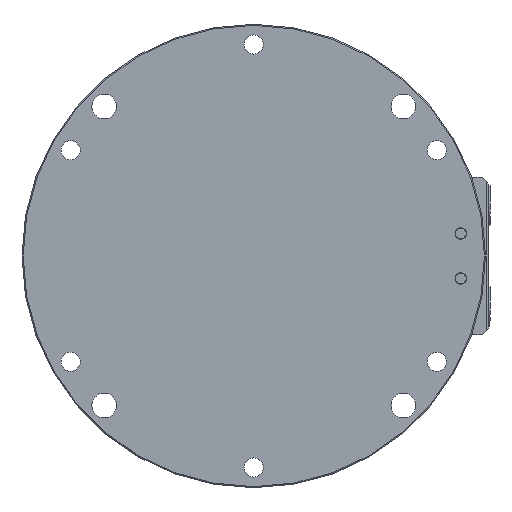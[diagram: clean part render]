
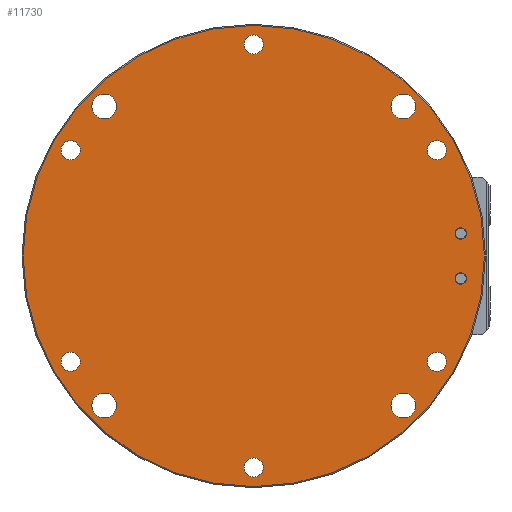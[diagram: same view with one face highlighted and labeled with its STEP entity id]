
A CAD part, left-side view. The second image highlights one B-rep face of the part: STEP entity #11730.
In plain terms, the highlighted planar face has unit normal (-1, 0, 0).
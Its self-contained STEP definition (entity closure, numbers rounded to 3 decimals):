
#71 = EDGE_LOOP ( 'NONE', ( #32663 ) ) ;
#211 = DIRECTION ( 'NONE',  ( 0., 0., 1. ) ) ;
#266 = DIRECTION ( 'NONE',  ( 0., 0., 1. ) ) ;
#746 = VERTEX_POINT ( 'NONE', #11153 ) ;
#1559 = AXIS2_PLACEMENT_3D ( 'NONE', #12396, #22733, #33104 ) ;
#1600 = CARTESIAN_POINT ( 'NONE',  ( -18., 66.468, -60.968 ) ) ;
#2040 = EDGE_LOOP ( 'NONE', ( #30021 ) ) ;
#2176 = DIRECTION ( 'NONE',  ( 0., 0., 1. ) ) ;
#2411 = AXIS2_PLACEMENT_3D ( 'NONE', #28435, #5177, #15519 ) ;
#2515 = FACE_BOUND ( 'NONE', #5222, .T. ) ;
#2832 = VERTEX_POINT ( 'NONE', #13212 ) ;
#3075 = EDGE_CURVE ( 'NONE', #2832, #2832, #5783, .T. ) ;
#3335 = CARTESIAN_POINT ( 'NONE',  ( -18., -66.468, -60.968 ) ) ;
#3443 = EDGE_CURVE ( 'NONE', #10696, #10696, #10027, .T. ) ;
#3670 = ORIENTED_EDGE ( 'NONE', *, *, #15184, .F. ) ;
#3874 = CARTESIAN_POINT ( 'NONE',  ( -18., -81.406, 47. ) ) ;
#4210 = VERTEX_POINT ( 'NONE', #14561 ) ;
#4217 = CARTESIAN_POINT ( 'NONE',  ( -18., 81.406, 47. ) ) ;
#4447 = CARTESIAN_POINT ( 'NONE',  ( -18., 0., 0. ) ) ;
#5059 = FACE_BOUND ( 'NONE', #5257, .T. ) ;
#5177 = DIRECTION ( 'NONE',  ( -1., 0., 0. ) ) ;
#5222 = EDGE_LOOP ( 'NONE', ( #20808 ) ) ;
#5257 = EDGE_LOOP ( 'NONE', ( #30720 ) ) ;
#5464 = EDGE_LOOP ( 'NONE', ( #31363 ) ) ;
#5526 = VERTEX_POINT ( 'NONE', #15866 ) ;
#5718 = DIRECTION ( 'NONE',  ( 0., 0., 1. ) ) ;
#5783 = CIRCLE ( 'NONE', #24771, 4.25 ) ;
#6154 = EDGE_LOOP ( 'NONE', ( #11519 ) ) ;
#6169 = AXIS2_PLACEMENT_3D ( 'NONE', #12689, #25382, #17427 ) ;
#6187 = CARTESIAN_POINT ( 'NONE',  ( -18., -92., -10. ) ) ;
#6303 = CIRCLE ( 'NONE', #18223, 2.5 ) ;
#6306 = CIRCLE ( 'NONE', #14446, 102.5 ) ;
#6324 = ORIENTED_EDGE ( 'NONE', *, *, #7553, .F. ) ;
#6411 = AXIS2_PLACEMENT_3D ( 'NONE', #13127, #23470, #211 ) ;
#6924 = VERTEX_POINT ( 'NONE', #17273 ) ;
#7553 = EDGE_CURVE ( 'NONE', #26614, #26614, #15329, .T. ) ;
#7632 = FACE_BOUND ( 'NONE', #2040, .T. ) ;
#7747 = DIRECTION ( 'NONE',  ( -1., 0., 0. ) ) ;
#7789 = DIRECTION ( 'NONE',  ( -1., 0., 0. ) ) ;
#8003 = AXIS2_PLACEMENT_3D ( 'NONE', #3874, #14237, #24588 ) ;
#9253 = VERTEX_POINT ( 'NONE', #19584 ) ;
#9466 = DIRECTION ( 'NONE',  ( 0., 0., 1. ) ) ;
#9639 = CIRCLE ( 'NONE', #8003, 4.25 ) ;
#9927 = CIRCLE ( 'NONE', #14898, 4.25 ) ;
#9969 = VERTEX_POINT ( 'NONE', #20299 ) ;
#10027 = CIRCLE ( 'NONE', #6169, 5.5 ) ;
#10297 = ORIENTED_EDGE ( 'NONE', *, *, #3443, .F. ) ;
#10361 = FACE_OUTER_BOUND ( 'NONE', #11875, .T. ) ;
#10696 = VERTEX_POINT ( 'NONE', #21014 ) ;
#11153 = CARTESIAN_POINT ( 'NONE',  ( -18., -81.406, -42.75 ) ) ;
#11270 = CIRCLE ( 'NONE', #15557, 2.5 ) ;
#11519 = ORIENTED_EDGE ( 'NONE', *, *, #24192, .F. ) ;
#11730 = ADVANCED_FACE ( 'NONE', ( #20520, #30893, #7632, #17970, #28332, #5059, #15406, #25792, #2515, #12907, #23256, #14303, #10361 ), #20679, .T. ) ;
#11745 = EDGE_LOOP ( 'NONE', ( #10297 ) ) ;
#11875 = EDGE_LOOP ( 'NONE', ( #13448 ) ) ;
#12396 = CARTESIAN_POINT ( 'NONE',  ( -18., 66.468, -66.468 ) ) ;
#12650 = EDGE_LOOP ( 'NONE', ( #30813 ) ) ;
#12678 = VERTEX_POINT ( 'NONE', #23033 ) ;
#12689 = CARTESIAN_POINT ( 'NONE',  ( -18., -66.468, 66.468 ) ) ;
#12907 = FACE_BOUND ( 'NONE', #32223, .T. ) ;
#13127 = CARTESIAN_POINT ( 'NONE',  ( -18., 66.468, 66.468 ) ) ;
#13167 = CARTESIAN_POINT ( 'NONE',  ( -18., 81.406, -47. ) ) ;
#13177 = DIRECTION ( 'NONE',  ( -1., 0., 0. ) ) ;
#13212 = CARTESIAN_POINT ( 'NONE',  ( -18., 81.406, 51.25 ) ) ;
#13448 = ORIENTED_EDGE ( 'NONE', *, *, #20137, .T. ) ;
#13873 = AXIS2_PLACEMENT_3D ( 'NONE', #31043, #7789, #18150 ) ;
#14237 = DIRECTION ( 'NONE',  ( -1., 0., 0. ) ) ;
#14303 = FACE_BOUND ( 'NONE', #71, .T. ) ;
#14446 = AXIS2_PLACEMENT_3D ( 'NONE', #4447, #14799, #25162 ) ;
#14561 = CARTESIAN_POINT ( 'NONE',  ( -18., -92., 12.5 ) ) ;
#14799 = DIRECTION ( 'NONE',  ( -1., 0., 0. ) ) ;
#14898 = AXIS2_PLACEMENT_3D ( 'NONE', #13167, #23517, #266 ) ;
#15083 = CARTESIAN_POINT ( 'NONE',  ( -18., -66.468, -66.468 ) ) ;
#15184 = EDGE_CURVE ( 'NONE', #4210, #4210, #6303, .T. ) ;
#15329 = CIRCLE ( 'NONE', #19676, 5.5 ) ;
#15349 = VERTEX_POINT ( 'NONE', #25744 ) ;
#15406 = FACE_BOUND ( 'NONE', #5464, .T. ) ;
#15519 = DIRECTION ( 'NONE',  ( 0., 0., 1. ) ) ;
#15557 = AXIS2_PLACEMENT_3D ( 'NONE', #6187, #16543, #26904 ) ;
#15784 = EDGE_CURVE ( 'NONE', #6924, #6924, #9639, .T. ) ;
#15866 = CARTESIAN_POINT ( 'NONE',  ( -18., 66.468, 71.968 ) ) ;
#16053 = VERTEX_POINT ( 'NONE', #26408 ) ;
#16543 = DIRECTION ( 'NONE',  ( -1., 0., 0. ) ) ;
#17273 = CARTESIAN_POINT ( 'NONE',  ( -18., -81.406, 51.25 ) ) ;
#17427 = DIRECTION ( 'NONE',  ( 0., 0., 1. ) ) ;
#17611 = CIRCLE ( 'NONE', #25198, 4.25 ) ;
#17932 = EDGE_CURVE ( 'NONE', #9969, #9969, #11270, .T. ) ;
#17970 = FACE_BOUND ( 'NONE', #11745, .T. ) ;
#18103 = DIRECTION ( 'NONE',  ( 0., 0., 1. ) ) ;
#18150 = DIRECTION ( 'NONE',  ( 0., 0., 1. ) ) ;
#18223 = AXIS2_PLACEMENT_3D ( 'NONE', #18599, #28980, #5718 ) ;
#18599 = CARTESIAN_POINT ( 'NONE',  ( -18., -92., 10. ) ) ;
#19584 = CARTESIAN_POINT ( 'NONE',  ( -18., 0., 98.25 ) ) ;
#19676 = AXIS2_PLACEMENT_3D ( 'NONE', #15083, #25454, #2176 ) ;
#20137 = EDGE_CURVE ( 'NONE', #12678, #12678, #6306, .T. ) ;
#20299 = CARTESIAN_POINT ( 'NONE',  ( -18., -92., -7.5 ) ) ;
#20520 = FACE_BOUND ( 'NONE', #28057, .T. ) ;
#20679 = PLANE ( 'NONE',  #13873 ) ;
#20808 = ORIENTED_EDGE ( 'NONE', *, *, #31311, .F. ) ;
#21014 = CARTESIAN_POINT ( 'NONE',  ( -18., -66.468, 71.968 ) ) ;
#21081 = EDGE_CURVE ( 'NONE', #15349, #15349, #21383, .T. ) ;
#21383 = CIRCLE ( 'NONE', #2411, 4.25 ) ;
#21887 = CIRCLE ( 'NONE', #27342, 4.25 ) ;
#22167 = CIRCLE ( 'NONE', #1559, 5.5 ) ;
#22346 = CARTESIAN_POINT ( 'NONE',  ( -18., 0., 94. ) ) ;
#22733 = DIRECTION ( 'NONE',  ( -1., 0., 0. ) ) ;
#23033 = CARTESIAN_POINT ( 'NONE',  ( -18., 0., 102.5 ) ) ;
#23181 = ORIENTED_EDGE ( 'NONE', *, *, #3075, .F. ) ;
#23256 = FACE_BOUND ( 'NONE', #6154, .T. ) ;
#23319 = EDGE_CURVE ( 'NONE', #5526, #5526, #26999, .T. ) ;
#23470 = DIRECTION ( 'NONE',  ( -1., 0., 0. ) ) ;
#23517 = DIRECTION ( 'NONE',  ( -1., 0., 0. ) ) ;
#24192 = EDGE_CURVE ( 'NONE', #16053, #16053, #9927, .T. ) ;
#24588 = DIRECTION ( 'NONE',  ( 0., 0., 1. ) ) ;
#24771 = AXIS2_PLACEMENT_3D ( 'NONE', #4217, #13177, #33582 ) ;
#24878 = VERTEX_POINT ( 'NONE', #1600 ) ;
#25162 = DIRECTION ( 'NONE',  ( 0., 0., 1. ) ) ;
#25198 = AXIS2_PLACEMENT_3D ( 'NONE', #31005, #7747, #18103 ) ;
#25372 = EDGE_LOOP ( 'NONE', ( #3670 ) ) ;
#25382 = DIRECTION ( 'NONE',  ( -1., 0., 0. ) ) ;
#25454 = DIRECTION ( 'NONE',  ( -1., 0., 0. ) ) ;
#25744 = CARTESIAN_POINT ( 'NONE',  ( -18., 0., -89.75 ) ) ;
#25792 = FACE_BOUND ( 'NONE', #12650, .T. ) ;
#26021 = EDGE_LOOP ( 'NONE', ( #6324 ) ) ;
#26408 = CARTESIAN_POINT ( 'NONE',  ( -18., 81.406, -42.75 ) ) ;
#26614 = VERTEX_POINT ( 'NONE', #3335 ) ;
#26904 = DIRECTION ( 'NONE',  ( 0., 0., 1. ) ) ;
#26999 = CIRCLE ( 'NONE', #6411, 5.5 ) ;
#27256 = EDGE_CURVE ( 'NONE', #746, #746, #17611, .T. ) ;
#27342 = AXIS2_PLACEMENT_3D ( 'NONE', #22346, #32716, #9466 ) ;
#28057 = EDGE_LOOP ( 'NONE', ( #30682 ) ) ;
#28332 = FACE_BOUND ( 'NONE', #26021, .T. ) ;
#28435 = CARTESIAN_POINT ( 'NONE',  ( -18., 0., -94. ) ) ;
#28980 = DIRECTION ( 'NONE',  ( -1., 0., 0. ) ) ;
#30021 = ORIENTED_EDGE ( 'NONE', *, *, #23319, .F. ) ;
#30682 = ORIENTED_EDGE ( 'NONE', *, *, #17932, .F. ) ;
#30720 = ORIENTED_EDGE ( 'NONE', *, *, #32295, .F. ) ;
#30813 = ORIENTED_EDGE ( 'NONE', *, *, #15784, .F. ) ;
#30893 = FACE_BOUND ( 'NONE', #25372, .T. ) ;
#31005 = CARTESIAN_POINT ( 'NONE',  ( -18., -81.406, -47. ) ) ;
#31043 = CARTESIAN_POINT ( 'NONE',  ( -18., 103., 0. ) ) ;
#31311 = EDGE_CURVE ( 'NONE', #9253, #9253, #21887, .T. ) ;
#31363 = ORIENTED_EDGE ( 'NONE', *, *, #27256, .F. ) ;
#32223 = EDGE_LOOP ( 'NONE', ( #23181 ) ) ;
#32295 = EDGE_CURVE ( 'NONE', #24878, #24878, #22167, .T. ) ;
#32663 = ORIENTED_EDGE ( 'NONE', *, *, #21081, .F. ) ;
#32716 = DIRECTION ( 'NONE',  ( -1., 0., 0. ) ) ;
#33104 = DIRECTION ( 'NONE',  ( 0., 0., 1. ) ) ;
#33582 = DIRECTION ( 'NONE',  ( 0., 0., 1. ) ) ;
